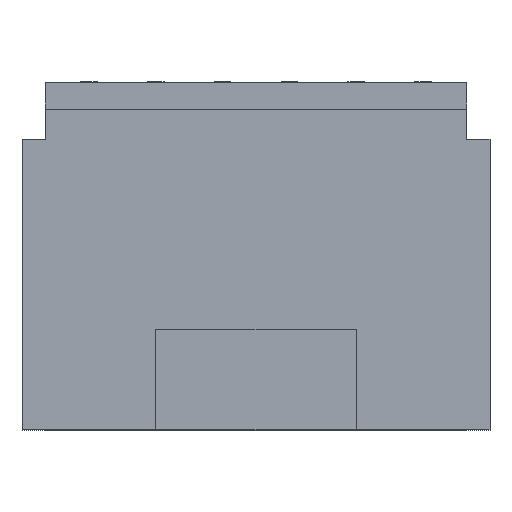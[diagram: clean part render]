
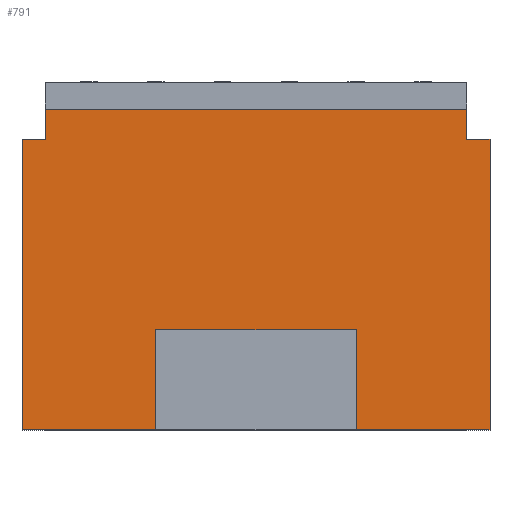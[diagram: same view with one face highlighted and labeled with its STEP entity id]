
A CAD part, top view. The second image highlights one B-rep face of the part: STEP entity #791.
In plain terms, the highlighted planar face has unit normal (0, 0, 1).
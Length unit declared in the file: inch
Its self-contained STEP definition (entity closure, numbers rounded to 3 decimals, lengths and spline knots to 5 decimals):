
#698=FACE_OUTER_BOUND('',#993,.T.);
#791=ADVANCED_FACE('',(#698),#884,.F.);
#884=PLANE('',#2515);
#993=EDGE_LOOP('',(#1217,#1218,#1219,#1220,#1221,#1222,#1223,#1224,#1225,
#1226,#1227,#1228));
#1217=ORIENTED_EDGE('',*,*,#1867,.F.);
#1218=ORIENTED_EDGE('',*,*,#1829,.T.);
#1219=ORIENTED_EDGE('',*,*,#1775,.F.);
#1220=ORIENTED_EDGE('',*,*,#1835,.F.);
#1221=ORIENTED_EDGE('',*,*,#1868,.F.);
#1222=ORIENTED_EDGE('',*,*,#1869,.F.);
#1223=ORIENTED_EDGE('',*,*,#1779,.F.);
#1224=ORIENTED_EDGE('',*,*,#1832,.F.);
#1225=ORIENTED_EDGE('',*,*,#1870,.F.);
#1226=ORIENTED_EDGE('',*,*,#1871,.F.);
#1227=ORIENTED_EDGE('',*,*,#1865,.T.);
#1228=ORIENTED_EDGE('',*,*,#1872,.F.);
#1607=VERTEX_POINT('',#3097);
#1608=VERTEX_POINT('',#3099);
#1611=VERTEX_POINT('',#3105);
#1612=VERTEX_POINT('',#3107);
#1657=VERTEX_POINT('',#3206);
#1658=VERTEX_POINT('',#3210);
#1660=VERTEX_POINT('',#3216);
#1678=VERTEX_POINT('',#3269);
#1679=VERTEX_POINT('',#3271);
#1680=VERTEX_POINT('',#3275);
#1681=VERTEX_POINT('',#3277);
#1682=VERTEX_POINT('',#3280);
#1775=EDGE_CURVE('',#1607,#1608,#2027,.T.);
#1779=EDGE_CURVE('',#1611,#1612,#2031,.T.);
#1829=EDGE_CURVE('',#1657,#1608,#2081,.T.);
#1832=EDGE_CURVE('',#1658,#1611,#2084,.T.);
#1835=EDGE_CURVE('',#1660,#1607,#2087,.T.);
#1865=EDGE_CURVE('',#1679,#1678,#2117,.T.);
#1867=EDGE_CURVE('',#1657,#1680,#2119,.T.);
#1868=EDGE_CURVE('',#1681,#1660,#2120,.T.);
#1869=EDGE_CURVE('',#1612,#1681,#2121,.T.);
#1870=EDGE_CURVE('',#1682,#1658,#2122,.T.);
#1871=EDGE_CURVE('',#1679,#1682,#2123,.T.);
#1872=EDGE_CURVE('',#1680,#1678,#2124,.T.);
#2027=LINE('',#3098,#2279);
#2031=LINE('',#3106,#2283);
#2081=LINE('',#3205,#2333);
#2084=LINE('',#3211,#2336);
#2087=LINE('',#3217,#2339);
#2117=LINE('',#3270,#2369);
#2119=LINE('',#3274,#2371);
#2120=LINE('',#3276,#2372);
#2121=LINE('',#3278,#2373);
#2122=LINE('',#3279,#2374);
#2123=LINE('',#3281,#2375);
#2124=LINE('',#3282,#2376);
#2279=VECTOR('',#2629,1.);
#2283=VECTOR('',#2633,1.);
#2333=VECTOR('',#2691,1.);
#2336=VECTOR('',#2696,1.);
#2339=VECTOR('',#2701,1.);
#2369=VECTOR('',#2741,1.);
#2371=VECTOR('',#2745,1.);
#2372=VECTOR('',#2746,1.);
#2373=VECTOR('',#2747,1.);
#2374=VECTOR('',#2748,1.);
#2375=VECTOR('',#2749,1.);
#2376=VECTOR('',#2750,1.);
#2515=AXIS2_PLACEMENT_3D('',#3283,#2751,#2752);
#2629=DIRECTION('',(-1.,0.,0.));
#2633=DIRECTION('',(-1.,0.,0.));
#2691=DIRECTION('',(0.,-1.,0.));
#2696=DIRECTION('',(0.,-1.,0.));
#2701=DIRECTION('',(0.,-1.,0.));
#2741=DIRECTION('',(-1.,0.,0.));
#2745=DIRECTION('',(1.,0.,0.));
#2746=DIRECTION('',(-1.,0.,0.));
#2747=DIRECTION('',(0.,1.,0.));
#2748=DIRECTION('',(1.,0.,0.));
#2749=DIRECTION('',(0.,-1.,0.));
#2750=DIRECTION('',(0.,1.,0.));
#2751=DIRECTION('',(0.,0.,-1.));
#2752=DIRECTION('',(0.,1.,0.));
#3097=CARTESIAN_POINT('',(0.2,0.,0.2));
#3098=CARTESIAN_POINT('',(0.2,0.,0.2));
#3099=CARTESIAN_POINT('',(0.,0.,0.2));
#3105=CARTESIAN_POINT('',(0.7,0.,0.2));
#3106=CARTESIAN_POINT('',(0.7,0.,0.2));
#3107=CARTESIAN_POINT('',(0.5,0.,0.2));
#3205=CARTESIAN_POINT('',(0.,0.48,0.2));
#3206=CARTESIAN_POINT('',(0.,0.435,0.2));
#3210=CARTESIAN_POINT('',(0.7,0.435,0.2));
#3211=CARTESIAN_POINT('',(0.7,5.,0.2));
#3216=CARTESIAN_POINT('',(0.2,0.15,0.2));
#3217=CARTESIAN_POINT('',(0.2,5.,0.2));
#3269=CARTESIAN_POINT('',(0.035,0.48,0.2));
#3270=CARTESIAN_POINT('',(10.,0.48,0.2));
#3271=CARTESIAN_POINT('',(0.665,0.48,0.2));
#3274=CARTESIAN_POINT('',(10.,0.435,0.2));
#3275=CARTESIAN_POINT('',(0.035,0.435,0.2));
#3276=CARTESIAN_POINT('',(10.,0.15,0.2));
#3277=CARTESIAN_POINT('',(0.5,0.15,0.2));
#3278=CARTESIAN_POINT('',(0.5,5.,0.2));
#3279=CARTESIAN_POINT('',(10.,0.435,0.2));
#3280=CARTESIAN_POINT('',(0.665,0.435,0.2));
#3281=CARTESIAN_POINT('',(0.665,0.48,0.2));
#3282=CARTESIAN_POINT('',(0.035,0.48,0.2));
#3283=CARTESIAN_POINT('',(10.,0.48,0.2));
